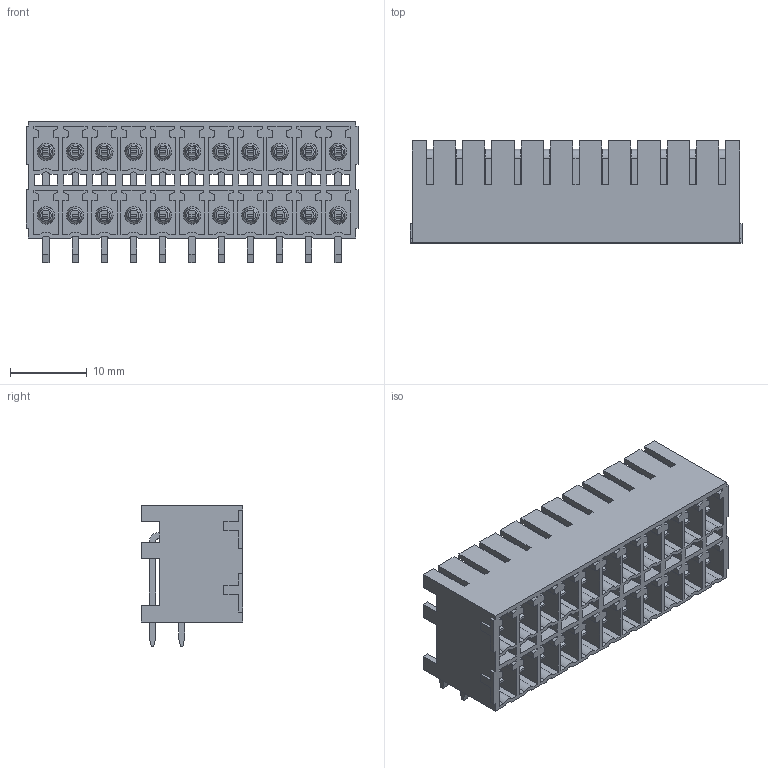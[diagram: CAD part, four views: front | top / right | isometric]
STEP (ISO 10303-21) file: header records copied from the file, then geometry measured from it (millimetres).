
FILE_DESCRIPTION(('CATIA V5 STEP Exchange','CAx-IF Rec.Pracs.--- Model Styling and Organization---1.2---2011-12-15'),'2;1');
FILE_NAME ('D1447467_0_1039050000_1039050000.stp','2018-10-05T02:54:47+00:00',('none'),('Weidmueller'),'CATIA Version 5-6 Release 2014','CATIA V5 STEP AP214','none');
FILE_SCHEMA(('AUTOMOTIVE_DESIGN { 1 0 10303 214 1 1 1 1 }'));
Length unit declared in the file: millimetre
Products named in the file (1): 1039050000
Bounding box: 43.3 x 13.3 x 18.4 mm (x, y, z)
Volume: 3187.4 mm3; surface area: 9846.5 mm2
Topology: 23 solids, 23 shells, 1531 faces, 4268 edges, 2816 vertices
Faces by surface type: plane 1234, cylinder 165, torus 88, cone 44
Entity records: 43157 total; most frequent: ORIENTED_EDGE 8536, CARTESIAN_POINT 7790, DIRECTION 5293, EDGE_CURVE 4268, VECTOR 3674, LINE 3674, VERTEX_POINT 2816, EDGE_LOOP 1630
